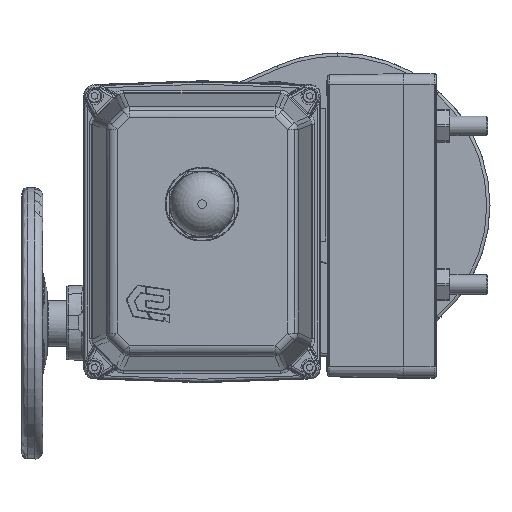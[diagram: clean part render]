
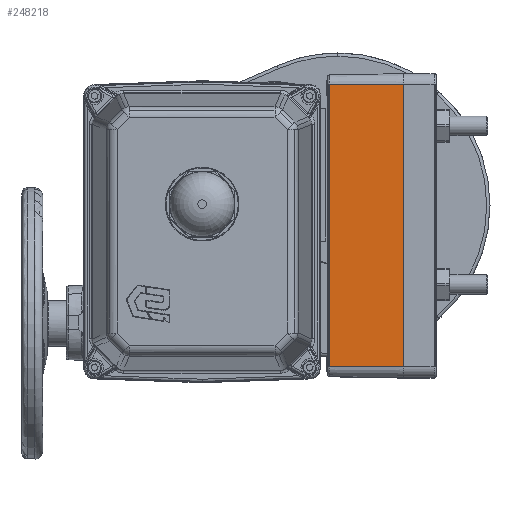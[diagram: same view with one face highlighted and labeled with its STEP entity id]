
A CAD part, top view. The second image highlights one B-rep face of the part: STEP entity #248218.
In plain terms, the highlighted planar face has unit normal (-0.018, 0, 1).
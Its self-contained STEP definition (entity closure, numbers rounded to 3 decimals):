
#246275=CARTESIAN_POINT('',(116.966,110.463,213.104));
#246276=VERTEX_POINT('',#246275);
#246641=CARTESIAN_POINT('',(116.966,-149.537,213.104));
#246642=VERTEX_POINT('',#246641);
#248183=CARTESIAN_POINT('',(185.492,110.463,214.3));
#248184=DIRECTION('',(-0.017,-0.,1.));
#248185=DIRECTION('',(0.,1.,0.));
#248186=AXIS2_PLACEMENT_3D('',#248183,#248184,#248185);
#248187=PLANE('',#248186);
#248188=CARTESIAN_POINT('',(116.966,-149.537,213.104));
#248189=DIRECTION('',(0.,1.,0.));
#248190=VECTOR('',#248189,260.);
#248191=LINE('',#248188,#248190);
#248192=EDGE_CURVE('',#246642,#246276,#248191,.T.);
#248193=ORIENTED_EDGE('',*,*,#248192,.F.);
#248194=CARTESIAN_POINT('',(185.492,-149.537,214.3));
#248195=VERTEX_POINT('',#248194);
#248196=CARTESIAN_POINT('',(185.492,-149.537,214.3));
#248197=DIRECTION('',(-1.,0.,-0.017));
#248198=VECTOR('',#248197,68.537);
#248199=LINE('',#248196,#248198);
#248200=EDGE_CURVE('',#248195,#246642,#248199,.T.);
#248201=ORIENTED_EDGE('',*,*,#248200,.F.);
#248202=CARTESIAN_POINT('',(185.492,110.463,214.3));
#248203=VERTEX_POINT('',#248202);
#248204=CARTESIAN_POINT('',(185.492,110.463,214.3));
#248205=DIRECTION('',(-0.,-1.,-0.));
#248206=VECTOR('',#248205,260.);
#248207=LINE('',#248204,#248206);
#248208=EDGE_CURVE('',#248203,#248195,#248207,.T.);
#248209=ORIENTED_EDGE('',*,*,#248208,.F.);
#248210=CARTESIAN_POINT('',(185.492,110.463,214.3));
#248211=DIRECTION('',(-1.,0.,-0.017));
#248212=VECTOR('',#248211,68.537);
#248213=LINE('',#248210,#248212);
#248214=EDGE_CURVE('',#248203,#246276,#248213,.T.);
#248215=ORIENTED_EDGE('',*,*,#248214,.T.);
#248216=EDGE_LOOP('',(#248193,#248201,#248209,#248215));
#248217=FACE_BOUND('',#248216,.T.);
#248218=ADVANCED_FACE('',(#248217),#248187,.T.);
